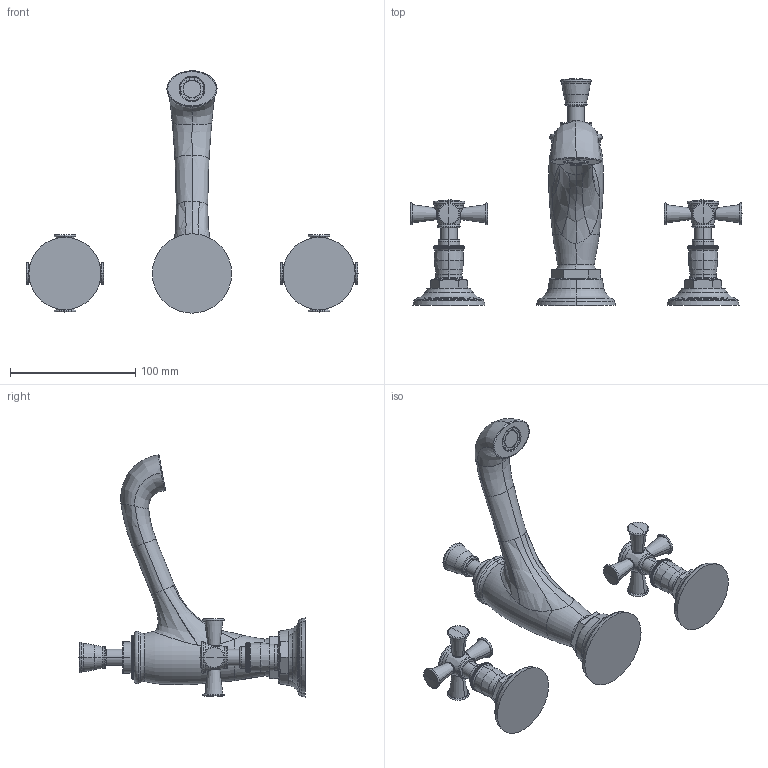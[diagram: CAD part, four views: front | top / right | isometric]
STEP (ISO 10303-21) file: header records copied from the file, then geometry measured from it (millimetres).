
FILE_DESCRIPTION((''),'2;1');
FILE_NAME('2900-_ASM','2020-11-27T14:37:20',('jinson.thomas'),(''),'CREO PARAMETRIC BY PTC INC, 2018400','CREO PARAMETRIC BY PTC INC, 2018400','');
FILE_SCHEMA(('CONFIG_CONTROL_DESIGN'));
Length unit declared in the file: inch
Products named in the file (3): 12370_1_1_1; 40553_1_1_1; 2900-_ASM
Assembly tree (3 placements, depth 2):
  2900-_ASM
    12370_1_1_1
    40553_1_1_1  x2
Bounding box: 265.43 x 181.45 x 193.77 mm (x, y, z)
Volume: 399167.1 mm3; surface area: 72035 mm2
Topology: 3 solids, 5 shells, 1115 faces, 3047 edges, 2042 vertices
Faces by surface type: plane 642, revolution 206, torus 110, bspline 55, cylinder 40, cone 40, sphere 22
Entity records: 29007 total; most frequent: CARTESIAN_POINT 12418, ORIENTED_EDGE 3854, DIRECTION 2658, EDGE_CURVE 1927, VERTEX_POINT 1319, B_SPLINE_CURVE_WITH_KNOTS 1127, AXIS2_PLACEMENT_3D 1060, EDGE_LOOP 838
